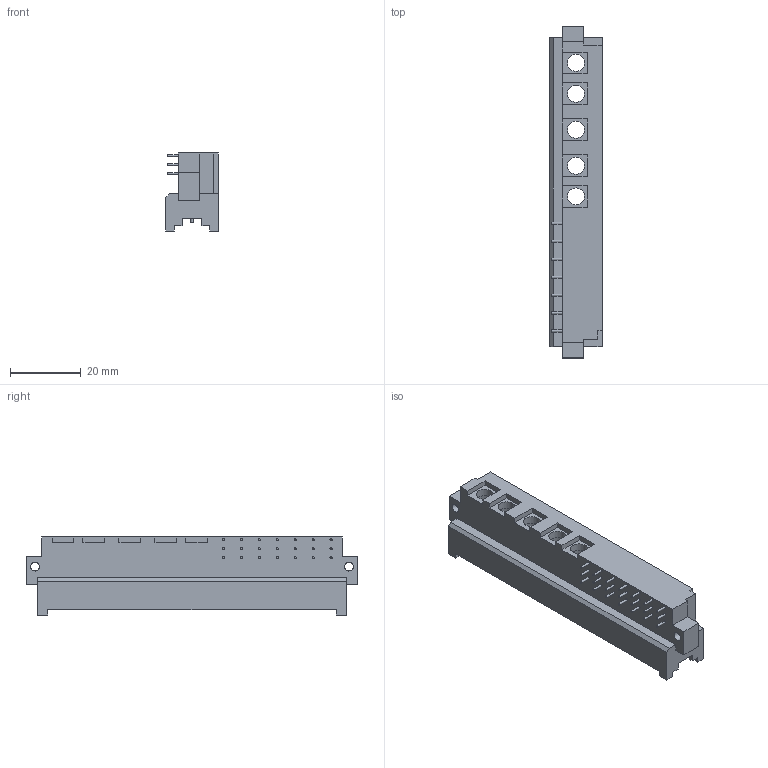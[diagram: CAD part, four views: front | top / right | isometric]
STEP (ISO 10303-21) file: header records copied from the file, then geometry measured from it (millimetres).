
FILE_DESCRIPTION(/* description */ (''),/* implementation_level */ '2;1');
FILE_NAME(/* name */ '100101842ugm000_b.stp',/* time_stamp */ '2015-09-02T07:43:01+02:00',/* author */ (''),/* organization */ (''),/* preprocessor_version */ 'ST-DEVELOPER v15',/* originating_system */ 'SIEMENS PLM Software NX 8.5',/* authorisation */ '');
FILE_SCHEMA (('AUTOMOTIVE_DESIGN { 1 0 10303 214 3 1 1 1 }'));
Length unit declared in the file: millimetre
Products named in the file (1): 100101842ugm000_b
Bounding box: 14.8 x 94 x 22.1 mm (x, y, z)
Volume: 13278.3 mm3; surface area: 10343.8 mm2
Topology: 1 solids, 1 shells, 208 faces, 459 edges, 306 vertices
Faces by surface type: plane 154, cylinder 54
Full cylindrical faces by diameter (mm): 0.6 x42, 2.5 x2, 4.825 x5, 5.4 x5
Entity records: 6370 total; most frequent: DIRECTION 931, CARTESIAN_POINT 920, ORIENTED_EDGE 810, EDGE_CURVE 405, EDGE_LOOP 329, AXIS2_PLACEMENT_3D 317, VERTEX_POINT 306, LINE 297
